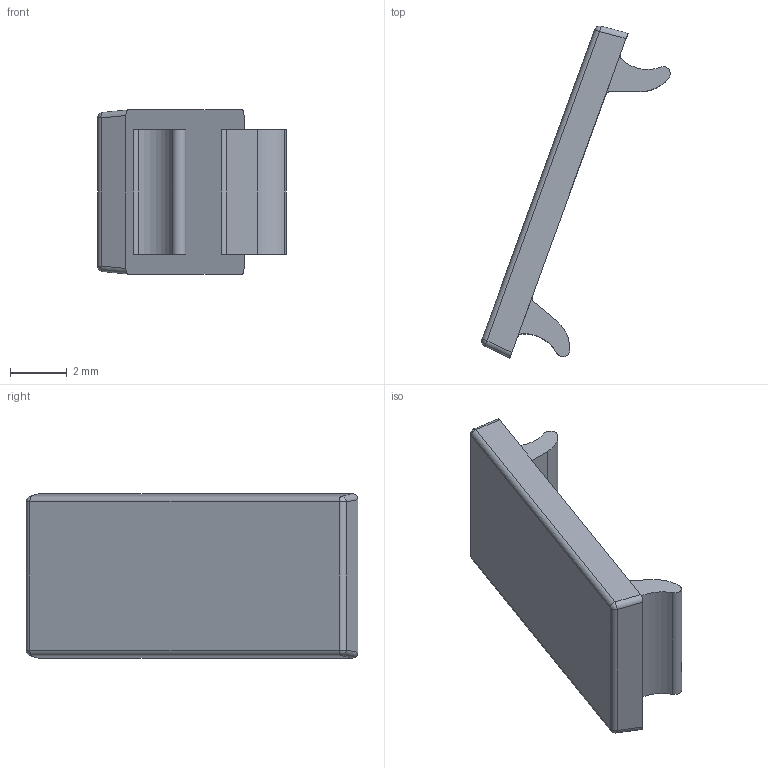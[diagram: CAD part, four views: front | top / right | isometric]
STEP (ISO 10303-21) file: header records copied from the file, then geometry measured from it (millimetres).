
FILE_DESCRIPTION(/* description */ ('Unknown'),/* implementation_level */ '2;1');
FILE_NAME(/* name */ 'IB-06_Bloque',/* time_stamp */ '2024-06-03T08:04:32-03:00',/* author */ ('Unknown'),/* organization */ ('Unknown'),/* preprocessor_version */ 'ST-DEVELOPER v16.7',/* originating_system */ 'Solid Edge',/* authorisation */ 'Unknown');
FILE_SCHEMA (('AUTOMOTIVE_DESIGN {1 0 10303 214 3 1 1}'));
Length unit declared in the file: millimetre
Products named in the file (1): IB-06_Bloque
Bounding box: 6.66 x 11.72 x 5.8 mm (x, y, z)
Volume: 93.7 mm3; surface area: 211.2 mm2
Topology: 1 solids, 1 shells, 34 faces, 78 edges, 48 vertices
Faces by surface type: cylinder 18, plane 12, sphere 4
Entity records: 992 total; most frequent: DIRECTION 184, CARTESIAN_POINT 161, ORIENTED_EDGE 156, EDGE_CURVE 78, AXIS2_PLACEMENT_3D 71, VERTEX_POINT 48, LINE 42, VECTOR 42
